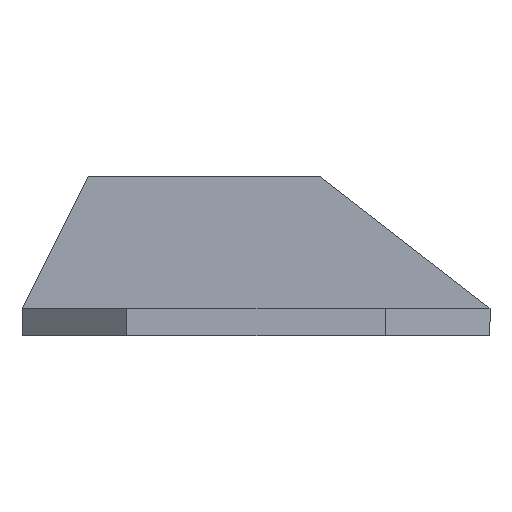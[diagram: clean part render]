
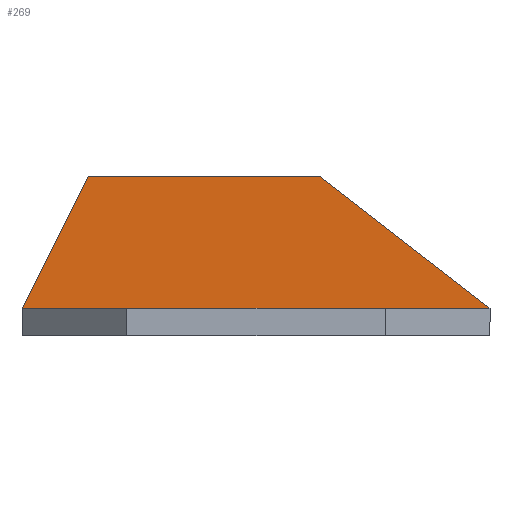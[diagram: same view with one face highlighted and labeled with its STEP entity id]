
A CAD part, left-side view. The second image highlights one B-rep face of the part: STEP entity #269.
In plain terms, the highlighted planar face has unit normal (-1, 0, 0).
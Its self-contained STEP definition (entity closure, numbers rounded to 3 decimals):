
#132=CARTESIAN_POINT('Vertex',(19.,85.,5.)) ;
#148=CARTESIAN_POINT('Vertex',(19.,0.,5.)) ;
#151=CARTESIAN_POINT('Line Origine',(19.,42.5,5.)) ;
#239=CARTESIAN_POINT('Axis2P3D Location',(19.,0.,56.218)) ;
#244=CARTESIAN_POINT('Line Origine',(19.,15.5,17.)) ;
#248=CARTESIAN_POINT('Vertex',(19.,31.,29.)) ;
#251=CARTESIAN_POINT('Line Origine',(19.,52.,29.)) ;
#255=CARTESIAN_POINT('Vertex',(19.,73.,29.)) ;
#258=CARTESIAN_POINT('Line Origine',(19.,79.,17.)) ;
#152=DIRECTION('Vector Direction',(0.,1.,0.)) ;
#240=DIRECTION('Axis2P3D Direction',(1.,-0.,0.)) ;
#241=DIRECTION('Axis2P3D XDirection',(0.,0.,-1.)) ;
#245=DIRECTION('Vector Direction',(0.,0.791,0.612)) ;
#252=DIRECTION('Vector Direction',(0.,1.,0.)) ;
#259=DIRECTION('Vector Direction',(0.,-0.447,0.894)) ;
#242=AXIS2_PLACEMENT_3D('Plane Axis2P3D',#239,#240,#241) ;
#264=ORIENTED_EDGE('',*,*,#155,.F.) ;
#265=ORIENTED_EDGE('',*,*,#250,.T.) ;
#266=ORIENTED_EDGE('',*,*,#257,.T.) ;
#267=ORIENTED_EDGE('',*,*,#262,.F.) ;
#153=VECTOR('Line Direction',#152,1.) ;
#246=VECTOR('Line Direction',#245,1.) ;
#253=VECTOR('Line Direction',#252,1.) ;
#260=VECTOR('Line Direction',#259,1.) ;
#269=ADVANCED_FACE('Corps principal',(#268),#243,.F.) ;
#155=EDGE_CURVE('',#149,#133,#154,.T.) ;
#250=EDGE_CURVE('',#149,#249,#247,.T.) ;
#257=EDGE_CURVE('',#249,#256,#254,.T.) ;
#262=EDGE_CURVE('',#133,#256,#261,.T.) ;
#263=EDGE_LOOP('',(#264,#265,#266,#267)) ;
#268=FACE_OUTER_BOUND('',#263,.T.) ;
#154=LINE('Line',#151,#153) ;
#247=LINE('Line',#244,#246) ;
#254=LINE('Line',#251,#253) ;
#261=LINE('Line',#258,#260) ;
#243=PLANE('Plane',#242) ;
#133=VERTEX_POINT('',#132) ;
#149=VERTEX_POINT('',#148) ;
#249=VERTEX_POINT('',#248) ;
#256=VERTEX_POINT('',#255) ;
